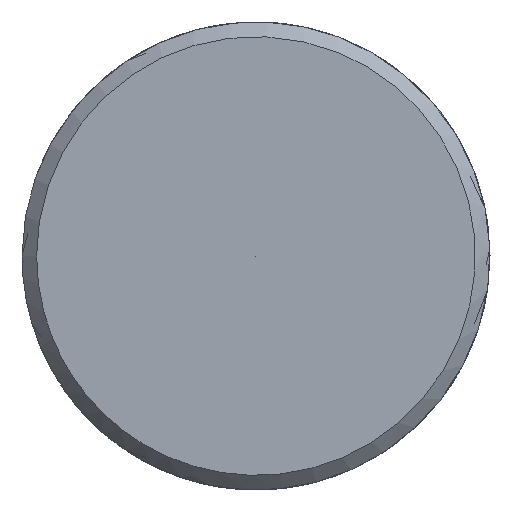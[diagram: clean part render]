
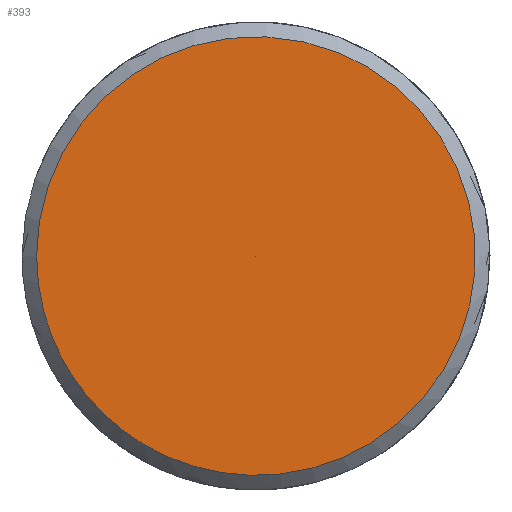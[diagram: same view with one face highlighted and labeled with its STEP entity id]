
A CAD part, left-side view. The second image highlights one B-rep face of the part: STEP entity #393.
In plain terms, the highlighted free-form (B-spline) face has degree [5, 1] with [6, 2] control points.
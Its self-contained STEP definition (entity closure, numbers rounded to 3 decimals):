
#359 = CARTESIAN_POINT ('', (-101., 3.75, 0.));
#360 = VERTEX_POINT ('', #359);
#361 = CARTESIAN_POINT ('', (-101., 0., 0.));
#362 = VERTEX_POINT ('', #361);
#363 = CARTESIAN_POINT ('', (-101., 3.75, 0.));
#364 = CARTESIAN_POINT ('', (-101., 0., 0.));
#365 = B_SPLINE_CURVE_WITH_KNOTS ('', 1, (#363, #364), .UNSPECIFIED., .F., .U., (2, 2), (0., 1.), .UNSPECIFIED.);
#366 = EDGE_CURVE ('', #360, #362, #365, .T.);
#367 = ORIENTED_EDGE ('', *, *, #366, .F.);
#368 = CARTESIAN_POINT ('', (-101., 3.75, 0.));
#369 = CARTESIAN_POINT ('', (-101., 3.75, 15.));
#370 = CARTESIAN_POINT ('', (-101., -11.25, 7.5));
#371 = CARTESIAN_POINT ('', (-101., -11.25, -7.5));
#372 = CARTESIAN_POINT ('', (-101., 3.75, -15.));
#373 = CARTESIAN_POINT ('', (-101., 3.75, 0.));
#374 = (
   BOUNDED_CURVE ()
   B_SPLINE_CURVE (5, (#368, #369, #370, #371, #372, #373), .UNSPECIFIED., .T., .U.)
   B_SPLINE_CURVE_WITH_KNOTS ((6, 6), (0., 1.), .UNSPECIFIED.)
   CURVE ()
   GEOMETRIC_REPRESENTATION_ITEM ()
   RATIONAL_B_SPLINE_CURVE ((5., 1., 1., 1., 1., 5.))
   REPRESENTATION_ITEM ('')
);
#375 = EDGE_CURVE ('', #360, #360, #374, .T.);
#376 = ORIENTED_EDGE ('', *, *, #375, .T.);
#377 = ORIENTED_EDGE ('', *, *, #366, .T.);
#378 = EDGE_LOOP ('', (#367, #376, #377));
#379 = FACE_OUTER_BOUND ('', #378, .F.);
#380 = CARTESIAN_POINT ('', (-101., 3.75, 0.));
#381 = CARTESIAN_POINT ('', (-101., 0., 0.));
#382 = CARTESIAN_POINT ('', (-101., 3.75, 15.));
#383 = CARTESIAN_POINT ('', (-101., 0., 0.));
#384 = CARTESIAN_POINT ('', (-101., -11.25, 7.5));
#385 = CARTESIAN_POINT ('', (-101., 0., 0.));
#386 = CARTESIAN_POINT ('', (-101., -11.25, -7.5));
#387 = CARTESIAN_POINT ('', (-101., 0., 0.));
#388 = CARTESIAN_POINT ('', (-101., 3.75, -15.));
#389 = CARTESIAN_POINT ('', (-101., 0., 0.));
#390 = CARTESIAN_POINT ('', (-101., 3.75, 0.));
#391 = CARTESIAN_POINT ('', (-101., 0., 0.));
#392 = (
   BOUNDED_SURFACE ()
   B_SPLINE_SURFACE (5, 1, ((#380, #381), (#382, #383), (#384, #385), (#386, #387), (#388, #389), (#390, #391)), .UNSPECIFIED., .T., .F., .U.)
   B_SPLINE_SURFACE_WITH_KNOTS ((6, 6), (2, 2), (0., 1.), (0., 1.), .UNSPECIFIED.)
   SURFACE ()
   GEOMETRIC_REPRESENTATION_ITEM ()
   RATIONAL_B_SPLINE_SURFACE (((5., 5.), (1., 1.), (1., 1.), (1., 1.), (1., 1.), (5., 5.)))
   REPRESENTATION_ITEM ('')
);
#393 = ADVANCED_FACE ('', (#379), #392, .F.);
